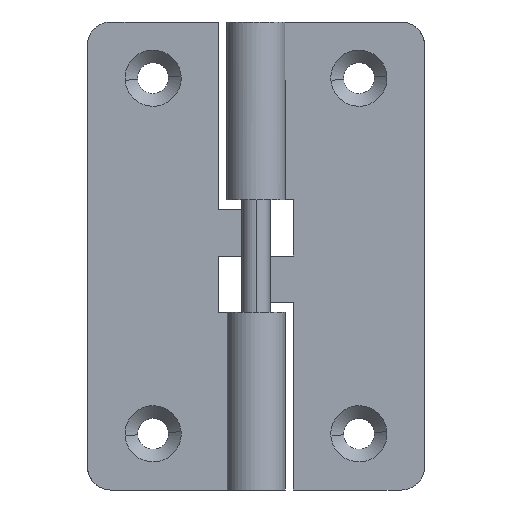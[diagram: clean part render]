
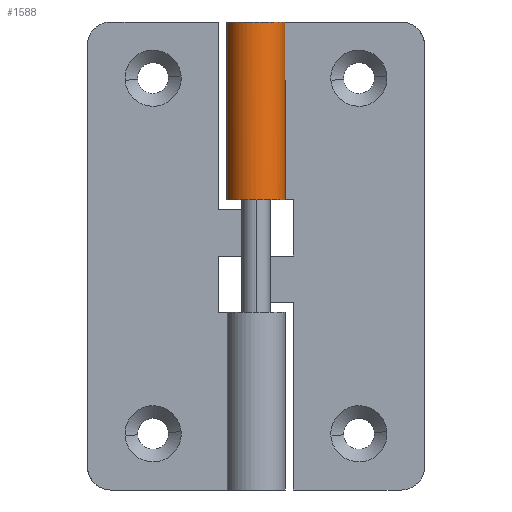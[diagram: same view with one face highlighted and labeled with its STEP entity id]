
A CAD part, front view. The second image highlights one B-rep face of the part: STEP entity #1588.
In plain terms, the highlighted free-form (B-spline) face has degree [1, 2] with [2, 7] control points.
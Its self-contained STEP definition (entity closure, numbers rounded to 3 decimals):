
#1370=CARTESIAN_POINT('',(2.74,1.45,31.0));
#1371=VERTEX_POINT('',#1370);
#1377=CARTESIAN_POINT('',(0.0,3.1,31.0));
#1378=VERTEX_POINT('',#1377);
#1379=CARTESIAN_POINT('',(2.74,1.45,31.0));
#1380=CARTESIAN_POINT('',(3.842,-0.632,31.0));
#1381=CARTESIAN_POINT('',(2.131,-2.252,31.0));
#1382=CARTESIAN_POINT('',(0.419,-3.871,31.0));
#1383=CARTESIAN_POINT('',(-1.599,-2.656,31.0));
#1384=CARTESIAN_POINT('',(-3.618,-1.44,31.0));
#1385=CARTESIAN_POINT('',(-2.987,0.83,31.0));
#1386=CARTESIAN_POINT('',(-2.356,3.1,31.0));
#1387=CARTESIAN_POINT('',(0.0,3.1,31.0));
#1395=(BOUNDED_CURVE()B_SPLINE_CURVE(2,(#1379,#1380,#1381,#1382,#1383,#1384,#1385,#1386,#1387),.UNSPECIFIED.,.F.,.U.)B_SPLINE_CURVE_WITH_KNOTS((3,2,2,2,3),(0.0,0.25,0.5,0.75,1.0),.UNSPECIFIED.)CURVE()GEOMETRIC_REPRESENTATION_ITEM()RATIONAL_B_SPLINE_CURVE((1.0,0.796,1.0,0.796,1.0,0.796,1.0,0.796,1.0))REPRESENTATION_ITEM(''));
#1396=EDGE_CURVE('',#1371,#1378,#1395,.T.);
#1426=CARTESIAN_POINT('',(0.0,3.1,50.0));
#1427=VERTEX_POINT('',#1426);
#1433=CARTESIAN_POINT('',(2.74,1.45,50.0));
#1434=VERTEX_POINT('',#1433);
#1435=CARTESIAN_POINT('',(0.0,3.1,50.0));
#1436=CARTESIAN_POINT('',(-2.356,3.1,50.0));
#1437=CARTESIAN_POINT('',(-2.987,0.83,50.0));
#1438=CARTESIAN_POINT('',(-3.618,-1.44,50.0));
#1439=CARTESIAN_POINT('',(-1.599,-2.656,50.0));
#1440=CARTESIAN_POINT('',(0.419,-3.871,50.0));
#1441=CARTESIAN_POINT('',(2.131,-2.252,50.0));
#1442=CARTESIAN_POINT('',(3.842,-0.632,50.0));
#1443=CARTESIAN_POINT('',(2.74,1.45,50.0));
#1451=(BOUNDED_CURVE()B_SPLINE_CURVE(2,(#1435,#1436,#1437,#1438,#1439,#1440,#1441,#1442,#1443),.UNSPECIFIED.,.F.,.U.)B_SPLINE_CURVE_WITH_KNOTS((3,2,2,2,3),(0.0,0.25,0.5,0.75,1.0),.UNSPECIFIED.)CURVE()GEOMETRIC_REPRESENTATION_ITEM()RATIONAL_B_SPLINE_CURVE((1.0,0.796,1.0,0.796,1.0,0.796,1.0,0.796,1.0))REPRESENTATION_ITEM(''));
#1452=EDGE_CURVE('',#1427,#1434,#1451,.T.);
#1548=CARTESIAN_POINT('',(2.74,1.45,31.0));
#1549=CARTESIAN_POINT('',(2.74,1.45,50.0));
#1550=QUASI_UNIFORM_CURVE('',1,(#1548,#1549),.UNSPECIFIED.,.F.,.U.);
#1551=EDGE_CURVE('',#1371,#1434,#1550,.T.);
#1556=CARTESIAN_POINT('',(2.698,1.527,30.525));
#1557=CARTESIAN_POINT('',(2.698,1.527,50.487));
#1558=CARTESIAN_POINT('',(4.561,-1.766,30.525));
#1559=CARTESIAN_POINT('',(4.561,-1.766,50.487));
#1560=CARTESIAN_POINT('',(0.967,-2.945,30.525));
#1561=CARTESIAN_POINT('',(0.967,-2.945,50.487));
#1562=CARTESIAN_POINT('',(-2.628,-4.125,30.525));
#1563=CARTESIAN_POINT('',(-2.628,-4.125,50.487));
#1564=CARTESIAN_POINT('',(-3.078,-0.369,30.525));
#1565=CARTESIAN_POINT('',(-3.078,-0.369,50.487));
#1566=CARTESIAN_POINT('',(-3.528,3.387,30.525));
#1567=CARTESIAN_POINT('',(-3.528,3.387,50.487));
#1568=CARTESIAN_POINT('',(0.243,3.09,30.525));
#1569=CARTESIAN_POINT('',(0.243,3.09,50.487));
#1577=(BOUNDED_SURFACE()B_SPLINE_SURFACE(1,2,((#1556,#1558,#1560,#1562,#1564,#1566,#1568),(#1557,#1559,#1561,#1563,#1565,#1567,#1569)),.UNSPECIFIED.,.F.,.F.,.U.)B_SPLINE_SURFACE_WITH_KNOTS((2,2),(3,2,2,3),(0.0,19.962),(0.0,5.87,11.741,17.611),.UNSPECIFIED.)GEOMETRIC_REPRESENTATION_ITEM()RATIONAL_B_SPLINE_SURFACE(((1.0,0.634,1.0,0.634,1.0,0.634,1.0),(1.0,0.634,1.0,0.634,1.0,0.634,1.0)))REPRESENTATION_ITEM('')SURFACE());
#1578=CARTESIAN_POINT('',(0.0,3.1,31.0));
#1579=CARTESIAN_POINT('',(0.0,3.1,50.0));
#1580=QUASI_UNIFORM_CURVE('',1,(#1578,#1579),.UNSPECIFIED.,.F.,.U.);
#1581=EDGE_CURVE('',#1378,#1427,#1580,.T.);
#1582=ORIENTED_EDGE('',*,*,#1581,.F.);
#1583=ORIENTED_EDGE('',*,*,#1396,.F.);
#1584=ORIENTED_EDGE('',*,*,#1551,.T.);
#1585=ORIENTED_EDGE('',*,*,#1452,.F.);
#1586=EDGE_LOOP('',(#1582,#1583,#1584,#1585));
#1587=FACE_OUTER_BOUND('',#1586,.T.);
#1588=ADVANCED_FACE('',(#1587),#1577,.T.);
